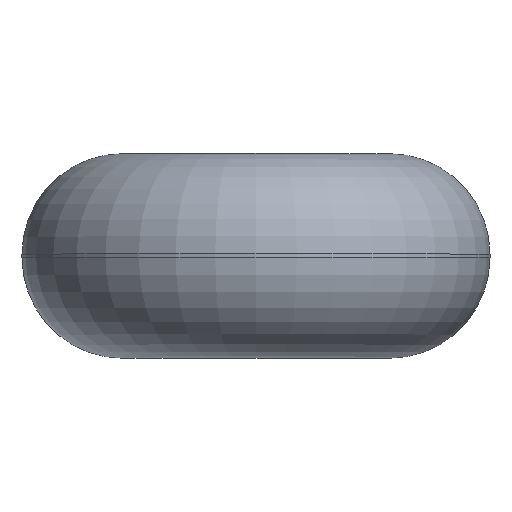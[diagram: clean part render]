
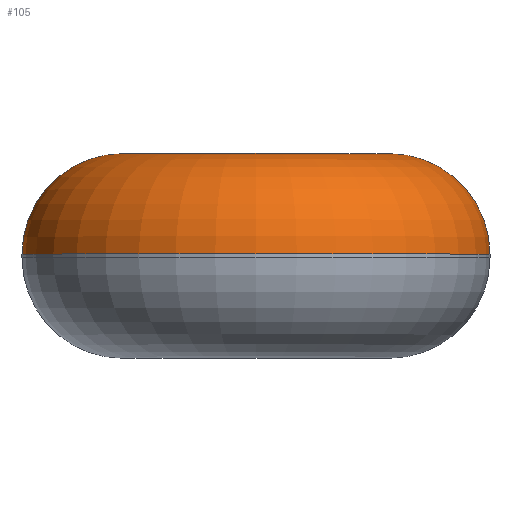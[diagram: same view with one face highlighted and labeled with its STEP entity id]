
A CAD part, top view. The second image highlights one B-rep face of the part: STEP entity #105.
In plain terms, the highlighted toroidal (fillet/blend) face has major radius 3.85 mm and minor radius 2.9 mm.
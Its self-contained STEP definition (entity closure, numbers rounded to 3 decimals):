
#22 = VERTEX_POINT('',#23);
#23 = CARTESIAN_POINT('',(6.75,-2.9,0.));
#32 = CYLINDRICAL_SURFACE('',#33,6.75);
#33 = AXIS2_PLACEMENT_3D('',#34,#35,#36);
#34 = CARTESIAN_POINT('',(0.,0.,0.));
#35 = DIRECTION('',(0.,-1.,0.));
#36 = DIRECTION('',(1.,0.,0.));
#79 = EDGE_CURVE('',#22,#22,#80,.T.);
#80 = SURFACE_CURVE('',#81,(#86,#93),.PCURVE_S1.);
#81 = CIRCLE('',#82,6.75);
#82 = AXIS2_PLACEMENT_3D('',#83,#84,#85);
#83 = CARTESIAN_POINT('',(0.,-2.9,0.));
#84 = DIRECTION('',(0.,-1.,0.));
#85 = DIRECTION('',(1.,0.,0.));
#86 = PCURVE('',#32,#87);
#87 = DEFINITIONAL_REPRESENTATION('',(#88),#92);
#88 = LINE('',#89,#90);
#89 = CARTESIAN_POINT('',(0.,2.9));
#90 = VECTOR('',#91,1.);
#91 = DIRECTION('',(1.,0.));
#92 = ( GEOMETRIC_REPRESENTATION_CONTEXT(2) 
PARAMETRIC_REPRESENTATION_CONTEXT() REPRESENTATION_CONTEXT('2D SPACE',''
  ) );
#93 = PCURVE('',#94,#99);
#94 = TOROIDAL_SURFACE('',#95,3.85,2.9);
#95 = AXIS2_PLACEMENT_3D('',#96,#97,#98);
#96 = CARTESIAN_POINT('',(0.,-2.9,0.));
#97 = DIRECTION('',(0.,1.,0.));
#98 = DIRECTION('',(1.,0.,0.));
#99 = DEFINITIONAL_REPRESENTATION('',(#100),#104);
#100 = LINE('',#101,#102);
#101 = CARTESIAN_POINT('',(-0.,0.));
#102 = VECTOR('',#103,1.);
#103 = DIRECTION('',(-1.,0.));
#104 = ( GEOMETRIC_REPRESENTATION_CONTEXT(2) 
PARAMETRIC_REPRESENTATION_CONTEXT() REPRESENTATION_CONTEXT('2D SPACE',''
  ) );
#105 = ADVANCED_FACE('',(#106),#94,.T.);
#106 = FACE_BOUND('',#107,.F.);
#107 = EDGE_LOOP('',(#108,#130,#131,#132));
#108 = ORIENTED_EDGE('',*,*,#109,.F.);
#109 = EDGE_CURVE('',#22,#110,#112,.T.);
#110 = VERTEX_POINT('',#111);
#111 = CARTESIAN_POINT('',(3.85,0.,0.));
#112 = SEAM_CURVE('',#113,(#118,#124),.PCURVE_S1.);
#113 = CIRCLE('',#114,2.9);
#114 = AXIS2_PLACEMENT_3D('',#115,#116,#117);
#115 = CARTESIAN_POINT('',(3.85,-2.9,0.));
#116 = DIRECTION('',(0.,0.,1.));
#117 = DIRECTION('',(1.,0.,0.));
#118 = PCURVE('',#94,#119);
#119 = DEFINITIONAL_REPRESENTATION('',(#120),#123);
#120 = B_SPLINE_CURVE_WITH_KNOTS('',1,(#121,#122),.UNSPECIFIED.,.F.,.F.,
  (2,2),(0.,1.571),.PIECEWISE_BEZIER_KNOTS.);
#121 = CARTESIAN_POINT('',(0.,0.));
#122 = CARTESIAN_POINT('',(0.,1.571));
#123 = ( GEOMETRIC_REPRESENTATION_CONTEXT(2) 
PARAMETRIC_REPRESENTATION_CONTEXT() REPRESENTATION_CONTEXT('2D SPACE',''
  ) );
#124 = PCURVE('',#94,#125);
#125 = DEFINITIONAL_REPRESENTATION('',(#126),#129);
#126 = B_SPLINE_CURVE_WITH_KNOTS('',1,(#127,#128),.UNSPECIFIED.,.F.,.F.,
  (2,2),(0.,1.571),.PIECEWISE_BEZIER_KNOTS.);
#127 = CARTESIAN_POINT('',(-6.283,0.));
#128 = CARTESIAN_POINT('',(-6.283,1.571));
#129 = ( GEOMETRIC_REPRESENTATION_CONTEXT(2) 
PARAMETRIC_REPRESENTATION_CONTEXT() REPRESENTATION_CONTEXT('2D SPACE',''
  ) );
#130 = ORIENTED_EDGE('',*,*,#79,.T.);
#131 = ORIENTED_EDGE('',*,*,#109,.T.);
#132 = ORIENTED_EDGE('',*,*,#133,.F.);
#133 = EDGE_CURVE('',#110,#110,#134,.T.);
#134 = SURFACE_CURVE('',#135,(#140,#147),.PCURVE_S1.);
#135 = CIRCLE('',#136,3.85);
#136 = AXIS2_PLACEMENT_3D('',#137,#138,#139);
#137 = CARTESIAN_POINT('',(0.,0.,0.));
#138 = DIRECTION('',(0.,-1.,0.));
#139 = DIRECTION('',(1.,0.,0.));
#140 = PCURVE('',#94,#141);
#141 = DEFINITIONAL_REPRESENTATION('',(#142),#146);
#142 = LINE('',#143,#144);
#143 = CARTESIAN_POINT('',(-0.,1.571));
#144 = VECTOR('',#145,1.);
#145 = DIRECTION('',(-1.,0.));
#146 = ( GEOMETRIC_REPRESENTATION_CONTEXT(2) 
PARAMETRIC_REPRESENTATION_CONTEXT() REPRESENTATION_CONTEXT('2D SPACE',''
  ) );
#147 = PCURVE('',#148,#153);
#148 = PLANE('',#149);
#149 = AXIS2_PLACEMENT_3D('',#150,#151,#152);
#150 = CARTESIAN_POINT('',(0.,0.,0.));
#151 = DIRECTION('',(0.,-1.,0.));
#152 = DIRECTION('',(1.,0.,0.));
#153 = DEFINITIONAL_REPRESENTATION('',(#154),#158);
#154 = CIRCLE('',#155,3.85);
#155 = AXIS2_PLACEMENT_2D('',#156,#157);
#156 = CARTESIAN_POINT('',(0.,0.));
#157 = DIRECTION('',(1.,0.));
#158 = ( GEOMETRIC_REPRESENTATION_CONTEXT(2) 
PARAMETRIC_REPRESENTATION_CONTEXT() REPRESENTATION_CONTEXT('2D SPACE',''
  ) );
